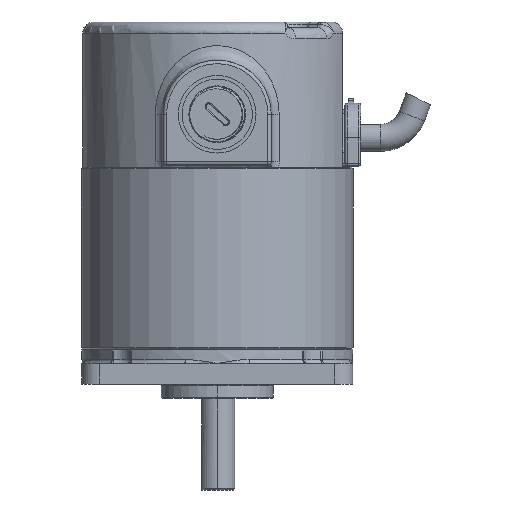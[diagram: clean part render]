
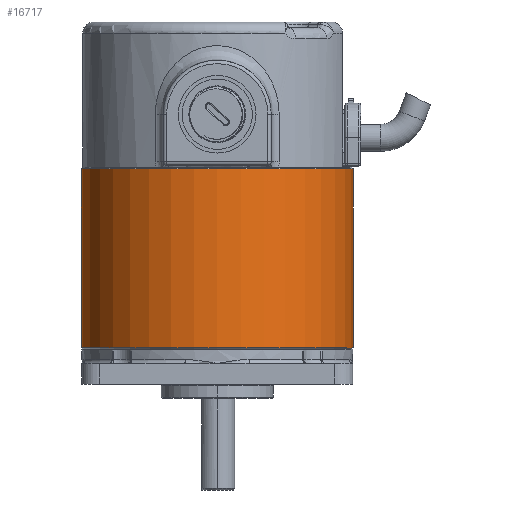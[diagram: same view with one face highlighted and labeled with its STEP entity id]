
A CAD part, left-side view. The second image highlights one B-rep face of the part: STEP entity #16717.
In plain terms, the highlighted cylindrical face has radius 30.671 mm (diameter 61.341 mm), a partial arc.
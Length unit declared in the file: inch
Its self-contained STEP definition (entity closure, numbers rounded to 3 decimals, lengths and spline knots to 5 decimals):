
#1029 = EDGE_LOOP ( 'NONE', ( #21658, #21659, #21660, #21661 ) ) ;
#1199 = AXIS2_PLACEMENT_3D ( 'NONE', #4320, #4321, #4334 ) ;
#2852 = CARTESIAN_POINT ( 'NONE',  ( 0., 1.2075, 1.605 ) ) ;
#3842 = CARTESIAN_POINT ( 'NONE',  ( 0., 1.2075, 0.015 ) ) ;
#4320 = CARTESIAN_POINT ( 'NONE',  ( 0., 0., 0. ) ) ;
#4321 = DIRECTION ( 'NONE',  ( 0., 0., -1. ) ) ;
#4334 = DIRECTION ( 'NONE',  ( 0., 1., 0. ) ) ;
#4440 = CARTESIAN_POINT ( 'NONE',  ( 0., -1.2075, 1.605 ) ) ;
#4547 = CARTESIAN_POINT ( 'NONE',  ( 0., -1.2075, 0.015 ) ) ;
#9902 = DIRECTION ( 'NONE',  ( 0., 0., -1. ) ) ;
#9956 = CARTESIAN_POINT ( 'NONE',  ( 0., -1.2075, 0. ) ) ;
#10111 = DIRECTION ( 'NONE',  ( 0., 1., 0. ) ) ;
#10115 = DIRECTION ( 'NONE',  ( 0., 0., -1. ) ) ;
#10116 = CARTESIAN_POINT ( 'NONE',  ( 0., 0., 1.605 ) ) ;
#10294 = DIRECTION ( 'NONE',  ( 0., 0., -1. ) ) ;
#10301 = CARTESIAN_POINT ( 'NONE',  ( 0., 1.2075, 0. ) ) ;
#10537 = DIRECTION ( 'NONE',  ( 0., 0., -1. ) ) ;
#10538 = CARTESIAN_POINT ( 'NONE',  ( 0., 0., 0.015 ) ) ;
#10543 = DIRECTION ( 'NONE',  ( 0., 1., 0. ) ) ;
#12578 = FACE_OUTER_BOUND ( 'NONE', #1029, .T. ) ;
#13295 = VECTOR ( 'NONE', #9902, 39.37008 ) ;
#13301 = LINE ( 'NONE', #9956, #13295 ) ;
#14707 = EDGE_CURVE ( 'NONE', #16698, #16606, #13301, .T. ) ;
#14759 = EDGE_CURVE ( 'NONE', #16606, #16839, #18506, .T. ) ;
#14887 = EDGE_CURVE ( 'NONE', #16989, #16839, #18619, .T. ) ;
#14903 = EDGE_CURVE ( 'NONE', #16698, #16989, #18538, .T. ) ;
#16606 = VERTEX_POINT ( 'NONE', #4547 ) ;
#16698 = VERTEX_POINT ( 'NONE', #4440 ) ;
#16717 = ADVANCED_FACE ( 'NONE', ( #12578 ), #17875, .T. ) ;
#16839 = VERTEX_POINT ( 'NONE', #3842 ) ;
#16989 = VERTEX_POINT ( 'NONE', #2852 ) ;
#17875 = CYLINDRICAL_SURFACE ( 'NONE', #1199, 1.2075 ) ;
#18488 = VECTOR ( 'NONE', #10294, 39.37008 ) ;
#18506 = CIRCLE ( 'NONE', #19214, 1.2075 ) ;
#18538 = CIRCLE ( 'NONE', #19120, 1.2075 ) ;
#18619 = LINE ( 'NONE', #10301, #18488 ) ;
#19120 = AXIS2_PLACEMENT_3D ( 'NONE', #10116, #10115, #10111 ) ;
#19214 = AXIS2_PLACEMENT_3D ( 'NONE', #10538, #10537, #10543 ) ;
#21658 = ORIENTED_EDGE ( 'NONE', *, *, #14707, .F. ) ;
#21659 = ORIENTED_EDGE ( 'NONE', *, *, #14903, .T. ) ;
#21660 = ORIENTED_EDGE ( 'NONE', *, *, #14887, .T. ) ;
#21661 = ORIENTED_EDGE ( 'NONE', *, *, #14759, .F. ) ;
